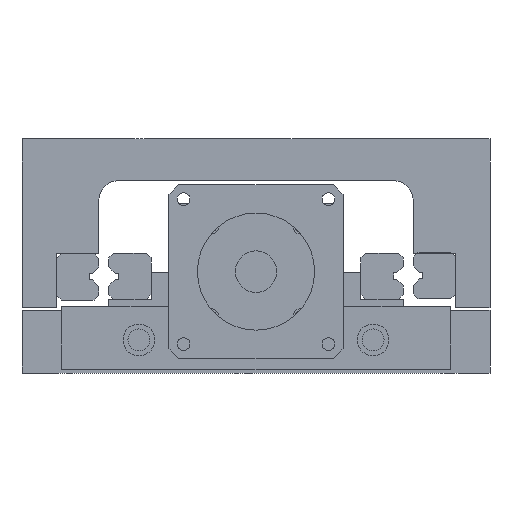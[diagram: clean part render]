
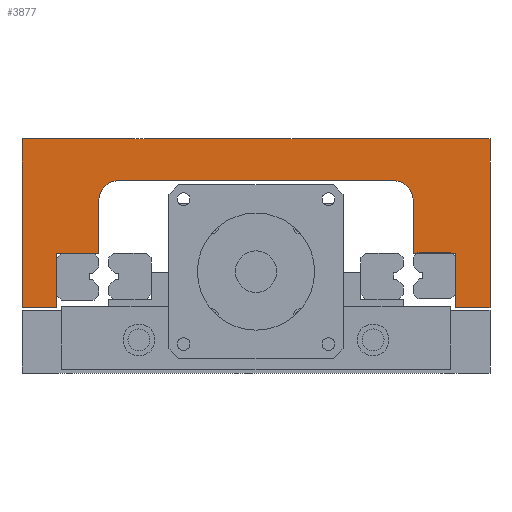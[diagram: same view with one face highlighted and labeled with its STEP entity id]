
A CAD part, front view. The second image highlights one B-rep face of the part: STEP entity #3877.
In plain terms, the highlighted planar face has unit normal (0, -1, 0).
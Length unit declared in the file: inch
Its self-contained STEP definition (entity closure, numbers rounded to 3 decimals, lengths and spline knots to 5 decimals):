
#3460=CARTESIAN_POINT('',(1.763,-4.0,0.54447));
#3461=VERTEX_POINT('',#3460);
#3468=CARTESIAN_POINT('',(-1.763,-4.0,0.54447));
#3469=VERTEX_POINT('',#3468);
#3470=CARTESIAN_POINT('',(-1.763,-4.0,0.54447));
#3471=DIRECTION('',(1.0,0.0,0.0));
#3472=VECTOR('',#3471,3.526);
#3473=LINE('',#3470,#3472);
#3474=EDGE_CURVE('',#3469,#3461,#3473,.T.);
#3523=CARTESIAN_POINT('',(2.013,-4.0,0.29447));
#3524=VERTEX_POINT('',#3523);
#3531=CARTESIAN_POINT('',(1.763,-4.0,0.29447));
#3532=DIRECTION('',(0.0,1.0,0.0));
#3533=DIRECTION('',(-1.0,0.0,0.0));
#3534=AXIS2_PLACEMENT_3D('',#3531,#3532,#3533);
#3535=CIRCLE('',#3534,0.25);
#3536=EDGE_CURVE('',#3461,#3524,#3535,.T.);
#3548=CARTESIAN_POINT('',(2.013,-4.0,-0.391));
#3549=VERTEX_POINT('',#3548);
#3556=CARTESIAN_POINT('',(2.013,-4.0,0.29447));
#3557=DIRECTION('',(0.0,0.0,-1.0));
#3558=VECTOR('',#3557,0.68547);
#3559=LINE('',#3556,#3558);
#3560=EDGE_CURVE('',#3524,#3549,#3559,.T.);
#3572=CARTESIAN_POINT('',(2.558,-4.0,-0.391));
#3573=VERTEX_POINT('',#3572);
#3580=CARTESIAN_POINT('',(2.013,-4.0,-0.391));
#3581=DIRECTION('',(1.0,0.0,0.0));
#3582=VECTOR('',#3581,0.545);
#3583=LINE('',#3580,#3582);
#3584=EDGE_CURVE('',#3549,#3573,#3583,.T.);
#3596=CARTESIAN_POINT('',(2.558,-4.0,-1.08));
#3597=VERTEX_POINT('',#3596);
#3604=CARTESIAN_POINT('',(2.558,-4.0,-0.391));
#3605=DIRECTION('',(0.0,0.0,-1.0));
#3606=VECTOR('',#3605,0.689);
#3607=LINE('',#3604,#3606);
#3608=EDGE_CURVE('',#3573,#3597,#3607,.T.);
#3620=CARTESIAN_POINT('',(2.998,-4.0,-1.08));
#3621=VERTEX_POINT('',#3620);
#3628=CARTESIAN_POINT('',(2.558,-4.0,-1.08));
#3629=DIRECTION('',(1.0,0.0,0.0));
#3630=VECTOR('',#3629,0.44);
#3631=LINE('',#3628,#3630);
#3632=EDGE_CURVE('',#3597,#3621,#3631,.T.);
#3644=CARTESIAN_POINT('',(2.998,-4.0,1.08));
#3645=VERTEX_POINT('',#3644);
#3652=CARTESIAN_POINT('',(2.998,-4.0,-1.08));
#3653=DIRECTION('',(0.0,0.0,1.0));
#3654=VECTOR('',#3653,2.16);
#3655=LINE('',#3652,#3654);
#3656=EDGE_CURVE('',#3621,#3645,#3655,.T.);
#3668=CARTESIAN_POINT('',(-2.558,-4.0,-1.08));
#3669=VERTEX_POINT('',#3668);
#3676=CARTESIAN_POINT('',(-2.998,-4.0,-1.08));
#3677=VERTEX_POINT('',#3676);
#3678=CARTESIAN_POINT('',(-2.998,-4.0,-1.08));
#3679=DIRECTION('',(1.0,0.0,0.0));
#3680=VECTOR('',#3679,0.44);
#3681=LINE('',#3678,#3680);
#3682=EDGE_CURVE('',#3677,#3669,#3681,.T.);
#3699=CARTESIAN_POINT('',(-2.558,-4.0,-0.391));
#3700=VERTEX_POINT('',#3699);
#3707=CARTESIAN_POINT('',(-2.558,-4.0,-1.08));
#3708=DIRECTION('',(0.0,0.0,1.0));
#3709=VECTOR('',#3708,0.689);
#3710=LINE('',#3707,#3709);
#3711=EDGE_CURVE('',#3669,#3700,#3710,.T.);
#3723=CARTESIAN_POINT('',(-2.013,-4.0,-0.391));
#3724=VERTEX_POINT('',#3723);
#3731=CARTESIAN_POINT('',(-2.558,-4.0,-0.391));
#3732=DIRECTION('',(1.0,0.0,0.0));
#3733=VECTOR('',#3732,0.545);
#3734=LINE('',#3731,#3733);
#3735=EDGE_CURVE('',#3700,#3724,#3734,.T.);
#3747=CARTESIAN_POINT('',(-2.013,-4.0,0.29447));
#3748=VERTEX_POINT('',#3747);
#3755=CARTESIAN_POINT('',(-2.013,-4.0,-0.391));
#3756=DIRECTION('',(0.0,0.0,1.0));
#3757=VECTOR('',#3756,0.68547);
#3758=LINE('',#3755,#3757);
#3759=EDGE_CURVE('',#3724,#3748,#3758,.T.);
#3772=CARTESIAN_POINT('',(-1.763,-4.0,0.29447));
#3773=DIRECTION('',(0.0,1.0,0.0));
#3774=DIRECTION('',(0.0,0.0,-1.0));
#3775=AXIS2_PLACEMENT_3D('',#3772,#3773,#3774);
#3776=CIRCLE('',#3775,0.25);
#3777=EDGE_CURVE('',#3748,#3469,#3776,.T.);
#3789=CARTESIAN_POINT('',(-2.998,-4.0,1.08));
#3790=VERTEX_POINT('',#3789);
#3797=CARTESIAN_POINT('',(2.998,-4.0,1.08));
#3798=DIRECTION('',(-1.0,0.0,0.0));
#3799=VECTOR('',#3798,5.996);
#3800=LINE('',#3797,#3799);
#3801=EDGE_CURVE('',#3645,#3790,#3800,.T.);
#3846=CARTESIAN_POINT('',(-2.998,-4.0,1.08));
#3847=DIRECTION('',(0.0,0.0,-1.0));
#3848=VECTOR('',#3847,2.16);
#3849=LINE('',#3846,#3848);
#3850=EDGE_CURVE('',#3790,#3677,#3849,.T.);
#3856=CARTESIAN_POINT('',(0.,-4.,0.32527));
#3857=DIRECTION('',(0.0,1.0,0.0));
#3858=DIRECTION('',(0.0,0.0,1.0));
#3859=AXIS2_PLACEMENT_3D('',#3856,#3857,#3858);
#3860=PLANE('',#3859);
#3861=ORIENTED_EDGE('',*,*,#3850,.T.);
#3862=ORIENTED_EDGE('',*,*,#3682,.T.);
#3863=ORIENTED_EDGE('',*,*,#3711,.T.);
#3864=ORIENTED_EDGE('',*,*,#3735,.T.);
#3865=ORIENTED_EDGE('',*,*,#3759,.T.);
#3866=ORIENTED_EDGE('',*,*,#3777,.T.);
#3867=ORIENTED_EDGE('',*,*,#3474,.T.);
#3868=ORIENTED_EDGE('',*,*,#3536,.T.);
#3869=ORIENTED_EDGE('',*,*,#3560,.T.);
#3870=ORIENTED_EDGE('',*,*,#3584,.T.);
#3871=ORIENTED_EDGE('',*,*,#3608,.T.);
#3872=ORIENTED_EDGE('',*,*,#3632,.T.);
#3873=ORIENTED_EDGE('',*,*,#3656,.T.);
#3874=ORIENTED_EDGE('',*,*,#3801,.T.);
#3875=EDGE_LOOP('',(#3861,#3862,#3863,#3864,#3865,#3866,#3867,#3868,#3869,#3870,#3871,#3872,#3873,#3874));
#3876=FACE_OUTER_BOUND('',#3875,.T.);
#3877=ADVANCED_FACE('',(#3876),#3860,.F.);
